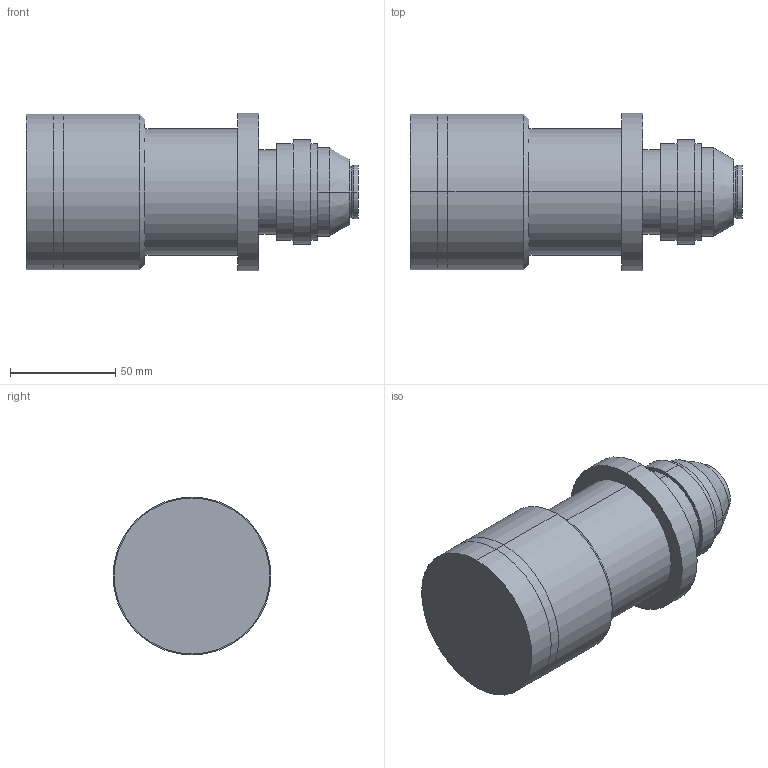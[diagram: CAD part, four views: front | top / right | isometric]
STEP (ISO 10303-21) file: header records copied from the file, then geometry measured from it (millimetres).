
FILE_DESCRIPTION (( 'STEP AP203' ), '1' );
FILE_NAME ('S5LPJ1299_01.STEP', '2020-10-22T12:20:37', ( '' ), ( '' ), 'SwSTEP 2.0', 'SolidWorks 2017', '' );
FILE_SCHEMA (( 'CONFIG_CONTROL_DESIGN' ));
Length unit declared in the file: millimetre
Products named in the file (1): S5LPJ1299_01
Bounding box: 157.6 x 75 x 75 mm (x, y, z)
Volume: 475810 mm3; surface area: 42566.1 mm2
Topology: 1 solids, 1 shells, 48 faces, 94 edges, 58 vertices
Faces by surface type: cylinder 24, plane 12, torus 6, cone 6
Entity records: 1327 total; most frequent: DIRECTION 256, CARTESIAN_POINT 201, ORIENTED_EDGE 188, AXIS2_PLACEMENT_3D 113, EDGE_CURVE 94, CIRCLE 64, VERTEX_POINT 58, EDGE_LOOP 58
